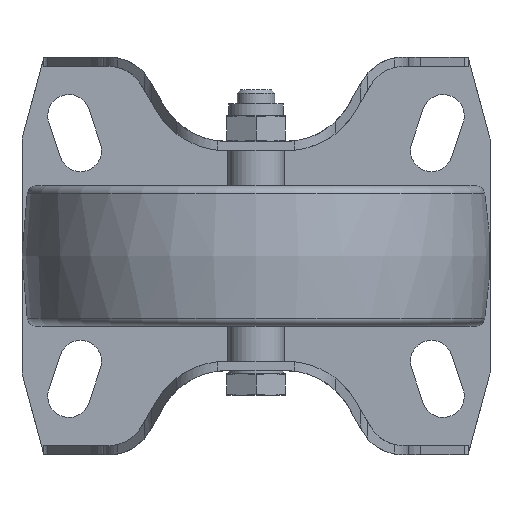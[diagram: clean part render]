
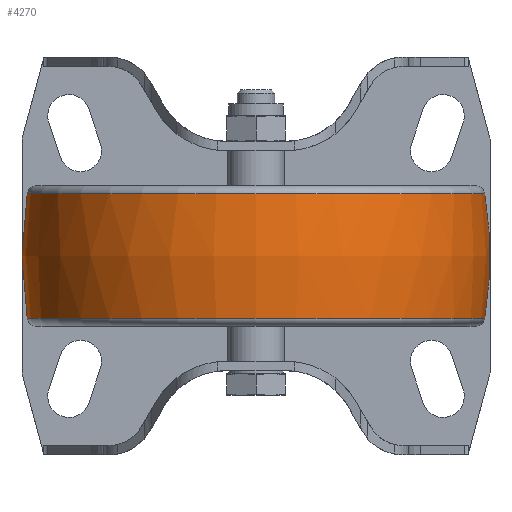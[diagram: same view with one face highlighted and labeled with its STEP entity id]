
A CAD part, front view. The second image highlights one B-rep face of the part: STEP entity #4270.
In plain terms, the highlighted free-form (B-spline) face has degree [2, 2] with [3, 9] control points.
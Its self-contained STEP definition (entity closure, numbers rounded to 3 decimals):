
#18=(
BOUNDED_SURFACE()
B_SPLINE_SURFACE(2,2,((#7526,#7527,#7528,#7529,#7530,#7531,#7532,#7533,
#7534),(#7535,#7536,#7537,#7538,#7539,#7540,#7541,#7542,#7543),(#7544,#7545,
#7546,#7547,#7548,#7549,#7550,#7551,#7552)),.UNSPECIFIED.,.F.,.T.,.F.)
B_SPLINE_SURFACE_WITH_KNOTS((3,3),(3,2,2,2,3),(-0.167,0.167),
(-3.142,-1.571,0.,1.571,3.142),
 .UNSPECIFIED.)
GEOMETRIC_REPRESENTATION_ITEM()
RATIONAL_B_SPLINE_SURFACE(((1.,0.707,1.,0.707,1.,
0.707,1.,0.707,1.),(0.986,0.697,
0.986,0.697,0.986,0.697,
0.986,0.697,0.986),(1.,0.707,
1.,0.707,1.,0.707,1.,0.707,1.)))
REPRESENTATION_ITEM('')
SURFACE()
);
#542=FACE_OUTER_BOUND('',#801,.T.);
#801=EDGE_LOOP('',(#3700,#3701,#3702,#3703));
#1552=CIRCLE('',#4776,48.881);
#1553=CIRCLE('',#4777,80.);
#1554=CIRCLE('',#4778,48.881);
#1925=VERTEX_POINT('',#7523);
#1926=VERTEX_POINT('',#7553);
#2519=EDGE_CURVE('',#1925,#1925,#1552,.T.);
#2520=EDGE_CURVE('',#1925,#1926,#1553,.T.);
#2521=EDGE_CURVE('',#1926,#1926,#1554,.T.);
#3700=ORIENTED_EDGE('',*,*,#2519,.F.);
#3701=ORIENTED_EDGE('',*,*,#2520,.T.);
#3702=ORIENTED_EDGE('',*,*,#2521,.T.);
#3703=ORIENTED_EDGE('',*,*,#2520,.F.);
#4270=ADVANCED_FACE('',(#542),#18,.F.);
#4776=AXIS2_PLACEMENT_3D('',#7525,#6008,#6009);
#4777=AXIS2_PLACEMENT_3D('',#7554,#6010,#6011);
#4778=AXIS2_PLACEMENT_3D('',#7555,#6012,#6013);
#6008=DIRECTION('center_axis',(0.,0.,-1.));
#6009=DIRECTION('ref_axis',(1.,0.,0.));
#6010=DIRECTION('center_axis',(0.,-1.,0.));
#6011=DIRECTION('ref_axis',(1.,0.,0.));
#6012=DIRECTION('center_axis',(0.,0.,-1.));
#6013=DIRECTION('ref_axis',(1.,0.,0.));
#7523=CARTESIAN_POINT('',(48.881,0.,-13.333));
#7525=CARTESIAN_POINT('Origin',(0.,0.,-13.333));
#7526=CARTESIAN_POINT('Ctrl Pts',(48.881,0.,
13.333));
#7527=CARTESIAN_POINT('Ctrl Pts',(48.881,-48.881,13.333));
#7528=CARTESIAN_POINT('Ctrl Pts',(0.,-48.881,
13.333));
#7529=CARTESIAN_POINT('Ctrl Pts',(-48.881,-48.881,13.333));
#7530=CARTESIAN_POINT('Ctrl Pts',(-48.881,0.,
13.333));
#7531=CARTESIAN_POINT('Ctrl Pts',(-48.881,48.881,13.333));
#7532=CARTESIAN_POINT('Ctrl Pts',(0.,48.881,
13.333));
#7533=CARTESIAN_POINT('Ctrl Pts',(48.881,48.881,13.333));
#7534=CARTESIAN_POINT('Ctrl Pts',(48.881,0.,
13.333));
#7535=CARTESIAN_POINT('Ctrl Pts',(51.135,0.,
0.));
#7536=CARTESIAN_POINT('Ctrl Pts',(51.135,-51.135,0.));
#7537=CARTESIAN_POINT('Ctrl Pts',(0.,-51.135,
0.));
#7538=CARTESIAN_POINT('Ctrl Pts',(-51.135,-51.135,0.));
#7539=CARTESIAN_POINT('Ctrl Pts',(-51.135,0.,
0.));
#7540=CARTESIAN_POINT('Ctrl Pts',(-51.135,51.135,0.));
#7541=CARTESIAN_POINT('Ctrl Pts',(0.,51.135,
0.));
#7542=CARTESIAN_POINT('Ctrl Pts',(51.135,51.135,0.));
#7543=CARTESIAN_POINT('Ctrl Pts',(51.135,0.,
0.));
#7544=CARTESIAN_POINT('Ctrl Pts',(48.881,0.,
-13.333));
#7545=CARTESIAN_POINT('Ctrl Pts',(48.881,-48.881,-13.333));
#7546=CARTESIAN_POINT('Ctrl Pts',(0.,-48.881,
-13.333));
#7547=CARTESIAN_POINT('Ctrl Pts',(-48.881,-48.881,-13.333));
#7548=CARTESIAN_POINT('Ctrl Pts',(-48.881,0.,
-13.333));
#7549=CARTESIAN_POINT('Ctrl Pts',(-48.881,48.881,-13.333));
#7550=CARTESIAN_POINT('Ctrl Pts',(0.,48.881,
-13.333));
#7551=CARTESIAN_POINT('Ctrl Pts',(48.881,48.881,-13.333));
#7552=CARTESIAN_POINT('Ctrl Pts',(48.881,0.,
-13.333));
#7553=CARTESIAN_POINT('',(48.881,0.,13.333));
#7554=CARTESIAN_POINT('Origin',(-30.,0.,
0.));
#7555=CARTESIAN_POINT('Origin',(0.,0.,13.333));
